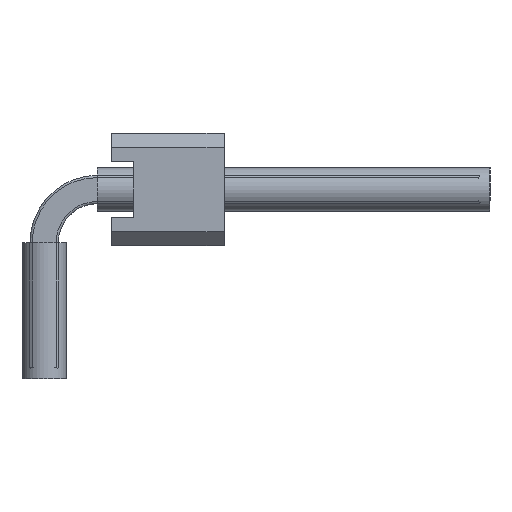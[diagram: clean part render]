
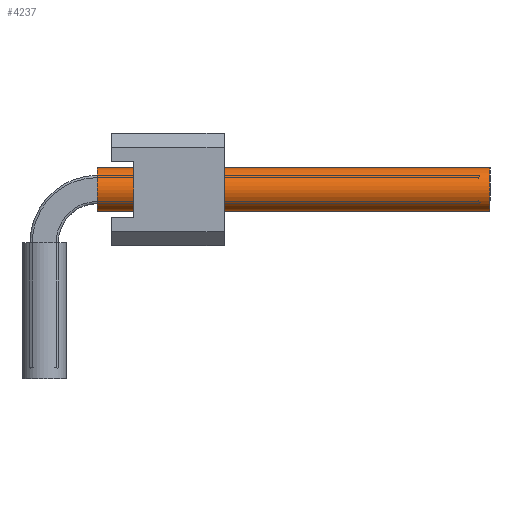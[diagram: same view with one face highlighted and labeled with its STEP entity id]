
A CAD part, left-side view. The second image highlights one B-rep face of the part: STEP entity #4237.
In plain terms, the highlighted cylindrical face has radius 0.5 mm (diameter 1 mm), a full revolution.
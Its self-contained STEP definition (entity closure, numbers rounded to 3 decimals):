
#2382=ORIENTED_EDGE('',*,*,#2984,.F.);
#2383=ORIENTED_EDGE('',*,*,#2985,.T.);
#2984=EDGE_CURVE('',#3384,#3384,#3500,.T.);
#2985=EDGE_CURVE('',#3385,#3385,#3501,.T.);
#3384=VERTEX_POINT('',#7020);
#3385=VERTEX_POINT('',#7022);
#3500=CIRCLE('',#4619,0.5);
#3501=CIRCLE('',#4620,0.5);
#3734=EDGE_LOOP('',(#2382));
#3735=EDGE_LOOP('',(#2383));
#3968=FACE_BOUND('',#3734,.T.);
#3969=FACE_BOUND('',#3735,.T.);
#4029=CYLINDRICAL_SURFACE('',#4618,0.5);
#4237=ADVANCED_FACE('',(#3968,#3969),#4029,.F.);
#4618=AXIS2_PLACEMENT_3D('',#7018,#5781,#5782);
#4619=AXIS2_PLACEMENT_3D('',#7019,#5783,#5784);
#4620=AXIS2_PLACEMENT_3D('',#7021,#5785,#5786);
#5781=DIRECTION('',(1.,0.,0.));
#5782=DIRECTION('',(0.,0.,-1.));
#5783=DIRECTION('',(-1.,0.,0.));
#5784=DIRECTION('',(0.,0.,1.));
#5785=DIRECTION('',(-1.,0.,0.));
#5786=DIRECTION('',(0.,0.,1.));
#7018=CARTESIAN_POINT('',(1.2,0.,4.27));
#7019=CARTESIAN_POINT('',(10.06,0.,4.27));
#7020=CARTESIAN_POINT('',(10.06,0.,4.77));
#7021=CARTESIAN_POINT('',(1.2,0.,4.27));
#7022=CARTESIAN_POINT('',(1.2,0.,4.77));
